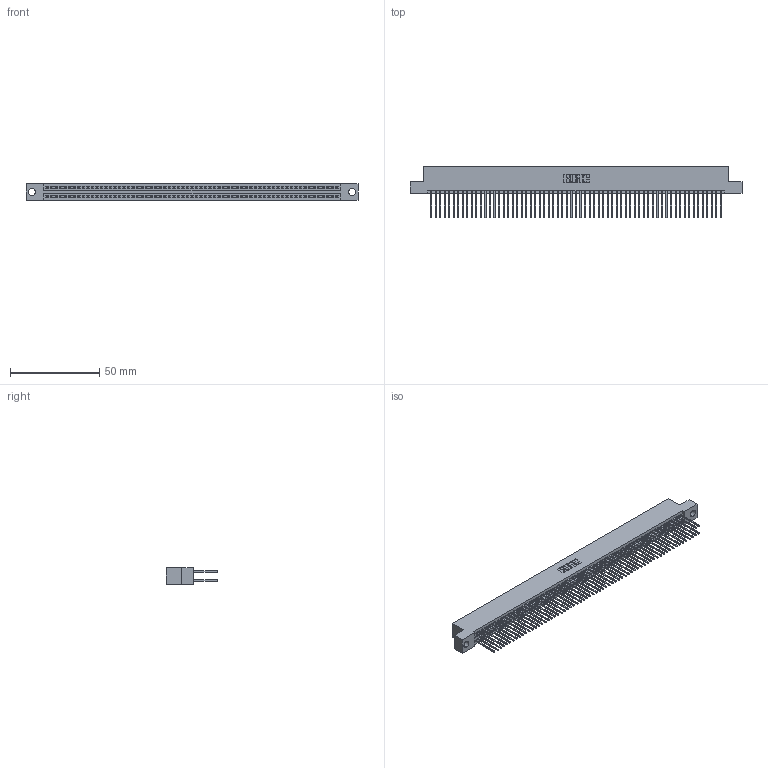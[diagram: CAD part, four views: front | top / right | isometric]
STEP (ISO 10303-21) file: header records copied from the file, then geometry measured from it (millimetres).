
FILE_DESCRIPTION (( 'STEP AP203' ), '1' );
FILE_NAME ('345-130-540-204.STEP', '2018-10-20T00:07:52', ( '' ), ( '' ), 'SwSTEP 2.0', 'SolidWorks 2016', '' );
FILE_SCHEMA (( 'CONFIG_CONTROL_DESIGN' ));
Length unit declared in the file: inch
Products named in the file (3): 345 Part_Flush Mounting Lugs - 0.156 Dia-TH; 345-130-540-204; 345-292-001_345-293-140
Assembly tree (131 placements, depth 2):
  345-130-540-204
    345 Part_Flush Mounting Lugs - 0.156 Dia-TH
    345-292-001_345-293-140  x130
Bounding box: 186.31 x 29.13 x 9.4 mm (x, y, z)
Volume: 18716.7 mm3; surface area: 30213.5 mm2
Topology: 131 solids, 131 shells, 6626 faces, 19711 edges, 12966 vertices
Faces by surface type: plane 4370, cylinder 2256
Entity records: 47925 total; most frequent: CARTESIAN_POINT 8012, ORIENTED_EDGE 7946, DIRECTION 7037, EDGE_CURVE 3973, LINE 3581, VECTOR 3581, VERTEX_POINT 2646, AXIS2_PLACEMENT_3D 1728
